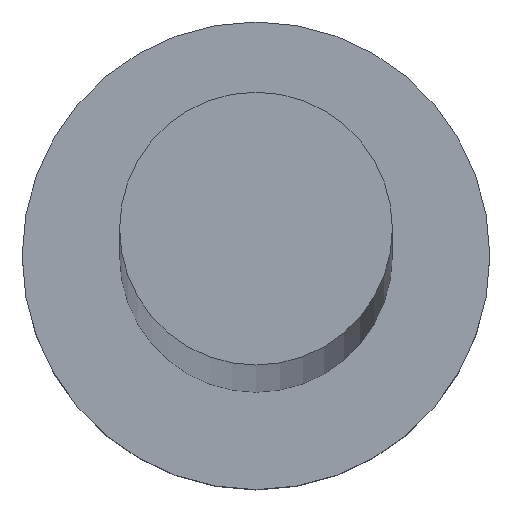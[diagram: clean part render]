
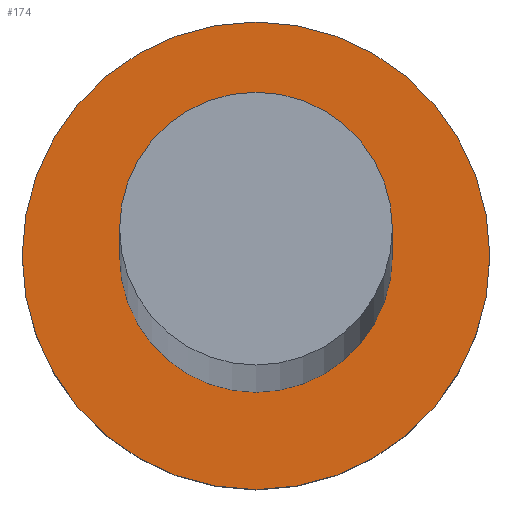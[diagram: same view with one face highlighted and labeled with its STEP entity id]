
A CAD part, top view. The second image highlights one B-rep face of the part: STEP entity #174.
In plain terms, the highlighted planar face has unit normal (0, 0, 1).
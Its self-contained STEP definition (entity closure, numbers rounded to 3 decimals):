
#4 = DIRECTION ( 'NONE',  ( 1., 0., 0. ) ) ;
#5 = AXIS2_PLACEMENT_3D ( 'NONE', #24, #50, #166 ) ;
#6 = EDGE_LOOP ( 'NONE', ( #99, #90 ) ) ;
#16 = EDGE_CURVE ( 'NONE', #223, #176, #94, .T. ) ;
#17 = DIRECTION ( 'NONE',  ( 0., 0., 1. ) ) ;
#24 = CARTESIAN_POINT ( 'NONE',  ( 0., 0., 5. ) ) ;
#38 = FACE_BOUND ( 'NONE', #182, .T. ) ;
#39 = EDGE_CURVE ( 'NONE', #69, #71, #76, .T. ) ;
#44 = DIRECTION ( 'NONE',  ( 0., 0., 1. ) ) ;
#45 = CARTESIAN_POINT ( 'NONE',  ( 0., 0., 5. ) ) ;
#50 = DIRECTION ( 'NONE',  ( 0., 0., 1. ) ) ;
#62 = DIRECTION ( 'NONE',  ( 1., 0., 0. ) ) ;
#69 = VERTEX_POINT ( 'NONE', #146 ) ;
#71 = VERTEX_POINT ( 'NONE', #221 ) ;
#76 = CIRCLE ( 'NONE', #5, 3.5 ) ;
#81 = FACE_OUTER_BOUND ( 'NONE', #6, .T. ) ;
#88 = ORIENTED_EDGE ( 'NONE', *, *, #213, .F. ) ;
#89 = AXIS2_PLACEMENT_3D ( 'NONE', #45, #147, #4 ) ;
#90 = ORIENTED_EDGE ( 'NONE', *, *, #16, .T. ) ;
#94 = CIRCLE ( 'NONE', #89, 6. ) ;
#99 = ORIENTED_EDGE ( 'NONE', *, *, #245, .T. ) ;
#100 = CARTESIAN_POINT ( 'NONE',  ( 0., 0., 5. ) ) ;
#102 = DIRECTION ( 'NONE',  ( 1., 0., 0. ) ) ;
#117 = DIRECTION ( 'NONE',  ( 1., 0., 0. ) ) ;
#118 = AXIS2_PLACEMENT_3D ( 'NONE', #217, #44, #117 ) ;
#121 = CARTESIAN_POINT ( 'NONE',  ( 6., 0., 5. ) ) ;
#143 = CARTESIAN_POINT ( 'NONE',  ( -6., 0., 5. ) ) ;
#146 = CARTESIAN_POINT ( 'NONE',  ( -3.5, 0., 5. ) ) ;
#147 = DIRECTION ( 'NONE',  ( 0., 0., 1. ) ) ;
#156 = CIRCLE ( 'NONE', #239, 3.5 ) ;
#166 = DIRECTION ( 'NONE',  ( 1., 0., 0. ) ) ;
#167 = ORIENTED_EDGE ( 'NONE', *, *, #39, .F. ) ;
#174 = ADVANCED_FACE ( 'NONE', ( #38, #81 ), #216, .T. ) ;
#176 = VERTEX_POINT ( 'NONE', #143 ) ;
#178 = CARTESIAN_POINT ( 'NONE',  ( 0., 0., 5. ) ) ;
#182 = EDGE_LOOP ( 'NONE', ( #167, #88 ) ) ;
#193 = CIRCLE ( 'NONE', #118, 6. ) ;
#201 = DIRECTION ( 'NONE',  ( 0., 0., 1. ) ) ;
#213 = EDGE_CURVE ( 'NONE', #71, #69, #156, .T. ) ;
#216 = PLANE ( 'NONE',  #232 ) ;
#217 = CARTESIAN_POINT ( 'NONE',  ( 0., 0., 5. ) ) ;
#221 = CARTESIAN_POINT ( 'NONE',  ( 3.5, 0., 5. ) ) ;
#223 = VERTEX_POINT ( 'NONE', #121 ) ;
#232 = AXIS2_PLACEMENT_3D ( 'NONE', #100, #201, #62 ) ;
#239 = AXIS2_PLACEMENT_3D ( 'NONE', #178, #17, #102 ) ;
#245 = EDGE_CURVE ( 'NONE', #176, #223, #193, .T. ) ;
